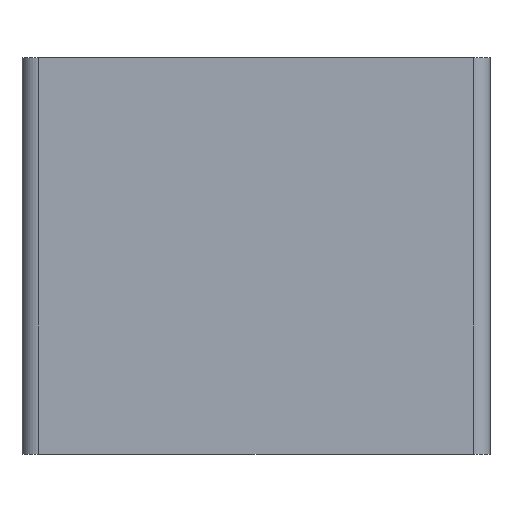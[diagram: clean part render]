
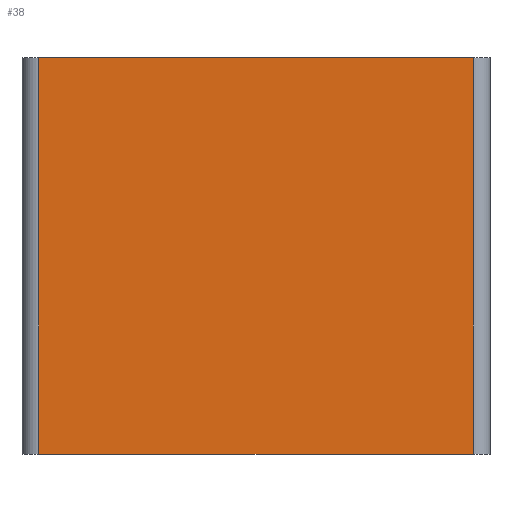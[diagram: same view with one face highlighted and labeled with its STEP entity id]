
A CAD part, top view. The second image highlights one B-rep face of the part: STEP entity #38.
In plain terms, the highlighted planar face has unit normal (0, 0, 1).
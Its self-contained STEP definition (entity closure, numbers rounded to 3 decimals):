
#15 = DIRECTION ( 'NONE',  ( 1., 0., 0. ) ) ;
#19 = VECTOR ( 'NONE', #140, 1000. ) ;
#20 = CARTESIAN_POINT ( 'NONE',  ( -425., 120., 77.5 ) ) ;
#38 = ADVANCED_FACE ( 'NONE', ( #318 ), #336, .T. ) ;
#44 = LINE ( 'NONE', #20, #342 ) ;
#51 = DIRECTION ( 'NONE',  ( 1., 0., 0. ) ) ;
#52 = EDGE_CURVE ( 'NONE', #163, #77, #142, .T. ) ;
#54 = VERTEX_POINT ( 'NONE', #362 ) ;
#69 = EDGE_LOOP ( 'NONE', ( #240, #135, #365, #215 ) ) ;
#74 = CARTESIAN_POINT ( 'NONE',  ( -425., -600., 77.5 ) ) ;
#75 = DIRECTION ( 'NONE',  ( 0., 0., 1. ) ) ;
#77 = VERTEX_POINT ( 'NONE', #306 ) ;
#88 = EDGE_CURVE ( 'NONE', #77, #54, #225, .T. ) ;
#92 = VECTOR ( 'NONE', #15, 1000. ) ;
#135 = ORIENTED_EDGE ( 'NONE', *, *, #229, .T. ) ;
#140 = DIRECTION ( 'NONE',  ( 0., 1., 0. ) ) ;
#142 = LINE ( 'NONE', #221, #214 ) ;
#149 = CARTESIAN_POINT ( 'NONE',  ( 395., 120., 77.5 ) ) ;
#163 = VERTEX_POINT ( 'NONE', #228 ) ;
#179 = AXIS2_PLACEMENT_3D ( 'NONE', #74, #75, #195 ) ;
#190 = DIRECTION ( 'NONE',  ( 0., -1., 0. ) ) ;
#195 = DIRECTION ( 'NONE',  ( 1., 0., 0. ) ) ;
#208 = EDGE_CURVE ( 'NONE', #163, #357, #44, .T. ) ;
#214 = VECTOR ( 'NONE', #190, 1000. ) ;
#215 = ORIENTED_EDGE ( 'NONE', *, *, #52, .T. ) ;
#221 = CARTESIAN_POINT ( 'NONE',  ( -395., -600., 77.5 ) ) ;
#225 = LINE ( 'NONE', #334, #92 ) ;
#228 = CARTESIAN_POINT ( 'NONE',  ( -395., 120., 77.5 ) ) ;
#229 = EDGE_CURVE ( 'NONE', #54, #357, #294, .T. ) ;
#240 = ORIENTED_EDGE ( 'NONE', *, *, #88, .T. ) ;
#279 = CARTESIAN_POINT ( 'NONE',  ( 395., -600., 77.5 ) ) ;
#294 = LINE ( 'NONE', #279, #19 ) ;
#306 = CARTESIAN_POINT ( 'NONE',  ( -395., -600., 77.5 ) ) ;
#318 = FACE_OUTER_BOUND ( 'NONE', #69, .T. ) ;
#334 = CARTESIAN_POINT ( 'NONE',  ( -425., -600., 77.5 ) ) ;
#336 = PLANE ( 'NONE',  #179 ) ;
#342 = VECTOR ( 'NONE', #51, 1000. ) ;
#357 = VERTEX_POINT ( 'NONE', #149 ) ;
#362 = CARTESIAN_POINT ( 'NONE',  ( 395., -600., 77.5 ) ) ;
#365 = ORIENTED_EDGE ( 'NONE', *, *, #208, .F. ) ;
